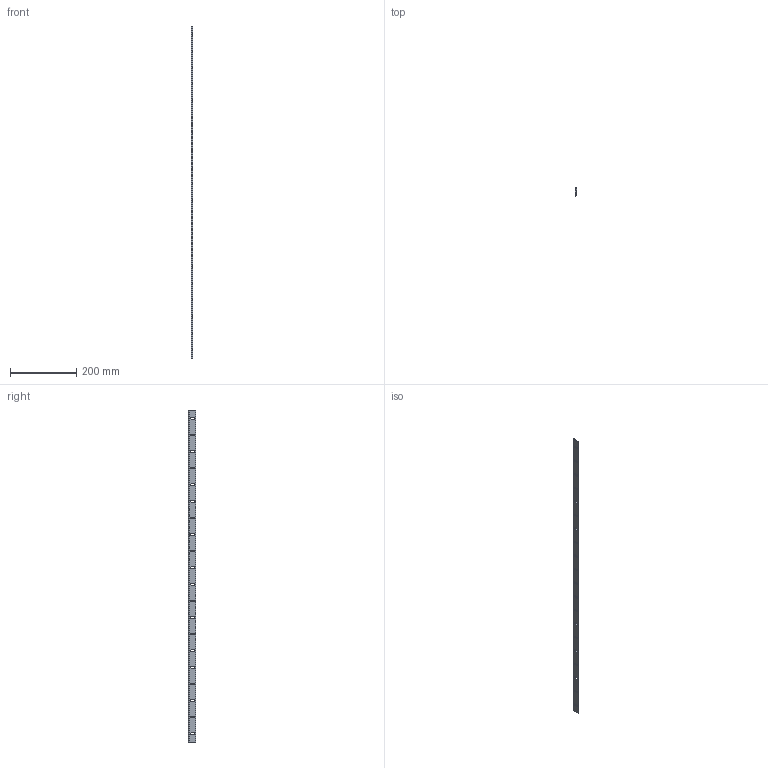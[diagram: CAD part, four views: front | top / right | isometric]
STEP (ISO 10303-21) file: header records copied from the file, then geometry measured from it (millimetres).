
FILE_DESCRIPTION (( 'STEP AP203' ), '1' );
FILE_NAME ('Open Rail 1000mm.step', '2015-07-29T19:33:24', ( '' ), ( '' ), 'SwSTEP 2.0', 'SolidWorks 2014', '' );
FILE_SCHEMA (( 'CONFIG_CONTROL_DESIGN' ));
Length unit declared in the file: millimetre
Products named in the file (1): Open Rail 1000mm
Bounding box: 4.75 x 22.49 x 1000 mm (x, y, z)
Volume: 52577.6 mm3; surface area: 50660.3 mm2
Topology: 1 solids, 1 shells, 115 faces, 339 edges, 226 vertices
Faces by surface type: cylinder 66, plane 49
Entity records: 4042 total; most frequent: DIRECTION 703, CARTESIAN_POINT 681, ORIENTED_EDGE 678, EDGE_CURVE 339, AXIS2_PLACEMENT_3D 248, VERTEX_POINT 226, LINE 207, VECTOR 207
